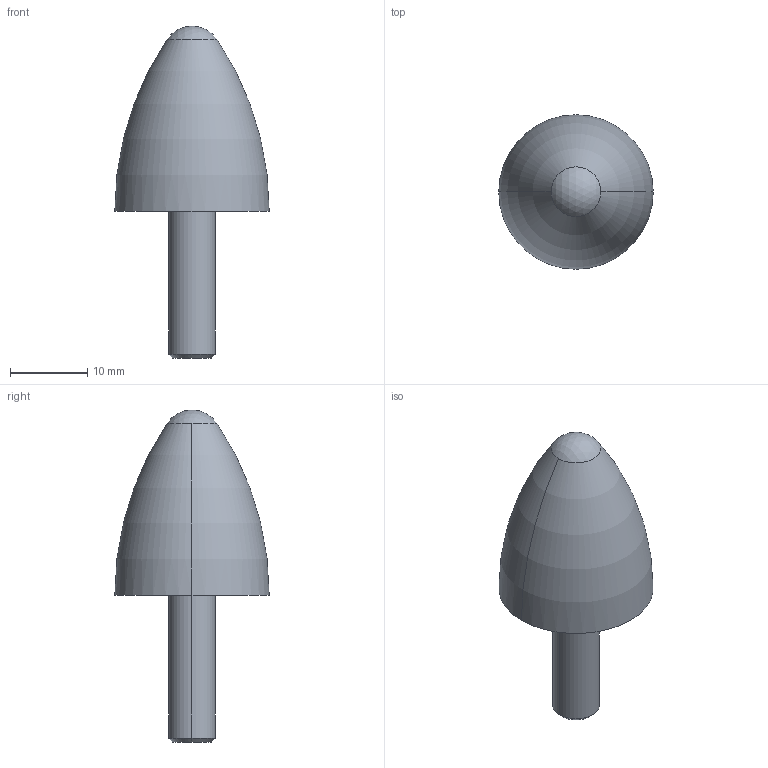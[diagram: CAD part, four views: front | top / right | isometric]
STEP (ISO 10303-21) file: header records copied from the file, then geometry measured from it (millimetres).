
FILE_DESCRIPTION(('STEP AP214'),'1');
FILE_NAME('cctmp_E4E18034-2AF2-47D1-BDB7-749FDF1457B5_2020_1_9_16_29_59_314..stp','2020-01-09T15:29:59',('Bosch Rexroth AG'),('CADClick - www.CADClick.com'),'Spatial InterOp 3D',' ','unknown authorization - (Healing Option Enabled)');
FILE_SCHEMA(('AUTOMOTIVE_DESIGN'));
Length unit declared in the file: millimetre
Products named in the file (1): 2020_01_09__16-29-59-314
Bounding box: 20 x 20 x 43 mm (x, y, z)
Volume: 5127 mm3; surface area: 1853.6 mm2
Topology: 1 solids, 1 shells, 9 faces, 18 edges, 12 vertices
Faces by surface type: cone 2, cylinder 2, plane 2, torus 2, sphere 1
Entity records: 342 total; most frequent: DIRECTION 52, CARTESIAN_POINT 40, ORIENTED_EDGE 36, AXIS2_PLACEMENT_3D 24, EDGE_CURVE 18, CIRCLE 14, VERTEX_POINT 12, STYLED_ITEM 10
